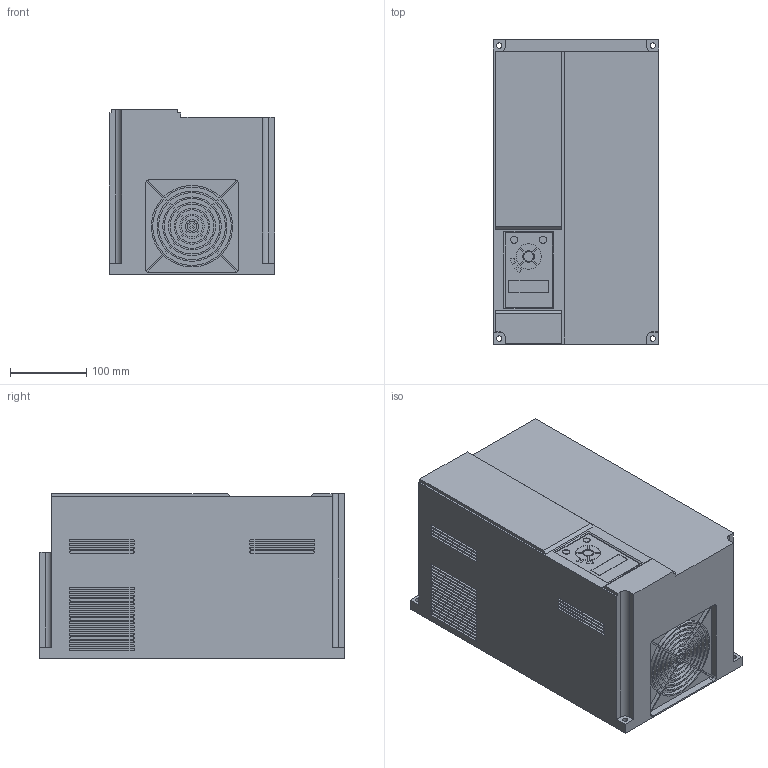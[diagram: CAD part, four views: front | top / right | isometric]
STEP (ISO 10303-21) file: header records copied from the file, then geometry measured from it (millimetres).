
FILE_DESCRIPTION (( 'STEP AP214' ), '1' );
FILE_NAME ('SPLC-AT20-37G45P4.STEP', '2024-02-07T08:09:32', ( 'Sergey' ), ( '' ), 'SwSTEP 2.0', 'SolidWorks 2021', '' );
FILE_SCHEMA (( 'AUTOMOTIVE_DESIGN' ));
Length unit declared in the file: millimetre
Products named in the file (1): SPLC-AT20-37G45P4
Bounding box: 217 x 400 x 216 mm (x, y, z)
Volume: 16976232.3 mm3; surface area: 543338.7 mm2
Topology: 1 solids, 1 shells, 1009 faces, 2456 edges, 1636 vertices
Faces by surface type: plane 607, cylinder 402
Entity records: 30286 total; most frequent: DIRECTION 5288, CARTESIAN_POINT 5102, ORIENTED_EDGE 4912, EDGE_CURVE 2456, AXIS2_PLACEMENT_3D 1822, LINE 1644, VECTOR 1644, VERTEX_POINT 1636
